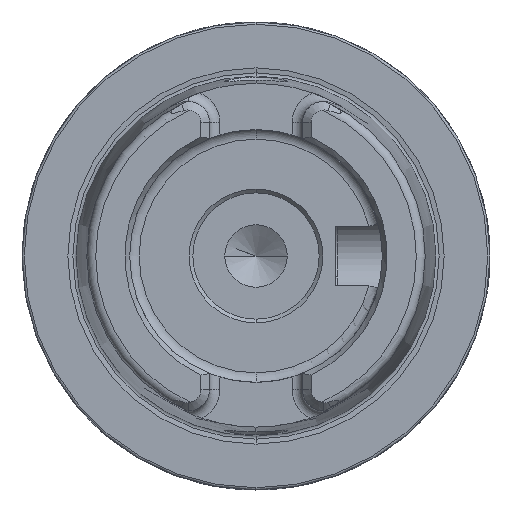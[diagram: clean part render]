
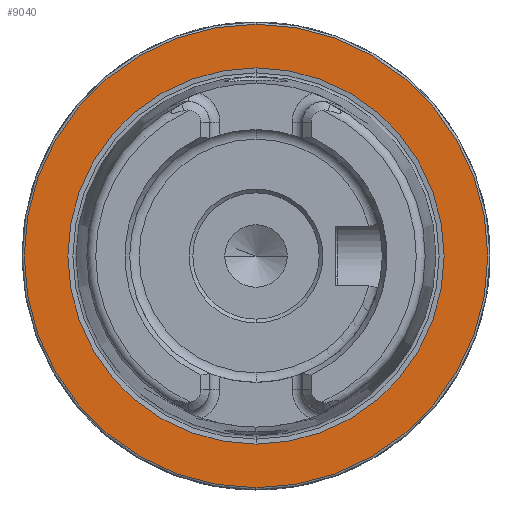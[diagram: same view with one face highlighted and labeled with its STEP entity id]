
A CAD part, left-side view. The second image highlights one B-rep face of the part: STEP entity #9040.
In plain terms, the highlighted planar face has unit normal (-1, 0, 0).
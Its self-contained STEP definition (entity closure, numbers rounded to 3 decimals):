
#73 = AXIS2_PLACEMENT_3D ( 'NONE', #130, #3944, #10398 ) ;
#130 = CARTESIAN_POINT ( 'NONE',  ( 0., 0., 0. ) ) ;
#432 = PLANE ( 'NONE',  #6489 ) ;
#1040 = EDGE_CURVE ( 'NONE', #7010, #10012, #6931, .T. ) ;
#1376 = DIRECTION ( 'NONE',  ( 1., 0., 0. ) ) ;
#1822 = CIRCLE ( 'NONE', #73, 25.324 ) ;
#2153 = VERTEX_POINT ( 'NONE', #2913 ) ;
#2633 = CARTESIAN_POINT ( 'NONE',  ( 0., 0., 25.324 ) ) ;
#2703 = CARTESIAN_POINT ( 'NONE',  ( 0., 0., 31.2 ) ) ;
#2796 = DIRECTION ( 'NONE',  ( -1., 0., 0. ) ) ;
#2913 = CARTESIAN_POINT ( 'NONE',  ( 0., 0., -31.2 ) ) ;
#3244 = ORIENTED_EDGE ( 'NONE', *, *, #5552, .F. ) ;
#3393 = DIRECTION ( 'NONE',  ( 0., 0., -1. ) ) ;
#3533 = FACE_OUTER_BOUND ( 'NONE', #8499, .T. ) ;
#3609 = EDGE_CURVE ( 'NONE', #2153, #7157, #9569, .T. ) ;
#3944 = DIRECTION ( 'NONE',  ( -1., 0., 0. ) ) ;
#4009 = CIRCLE ( 'NONE', #5009, 31.2 ) ;
#4240 = CARTESIAN_POINT ( 'NONE',  ( 0., 31.2, 0. ) ) ;
#4631 = EDGE_CURVE ( 'NONE', #7157, #2153, #4009, .T. ) ;
#4718 = DIRECTION ( 'NONE',  ( 0., 0., 1. ) ) ;
#5009 = AXIS2_PLACEMENT_3D ( 'NONE', #11069, #10034, #8310 ) ;
#5552 = EDGE_CURVE ( 'NONE', #10012, #7010, #1822, .T. ) ;
#5559 = ORIENTED_EDGE ( 'NONE', *, *, #4631, .T. ) ;
#5693 = AXIS2_PLACEMENT_3D ( 'NONE', #10330, #8410, #4718 ) ;
#5789 = ORIENTED_EDGE ( 'NONE', *, *, #3609, .T. ) ;
#6489 = AXIS2_PLACEMENT_3D ( 'NONE', #4240, #1376, #3393 ) ;
#6547 = ORIENTED_EDGE ( 'NONE', *, *, #1040, .F. ) ;
#6560 = CARTESIAN_POINT ( 'NONE',  ( 0., 0., 0. ) ) ;
#6931 = CIRCLE ( 'NONE', #5693, 25.324 ) ;
#7010 = VERTEX_POINT ( 'NONE', #2633 ) ;
#7157 = VERTEX_POINT ( 'NONE', #2703 ) ;
#7379 = DIRECTION ( 'NONE',  ( 0., 0., 1. ) ) ;
#8011 = AXIS2_PLACEMENT_3D ( 'NONE', #6560, #2796, #7379 ) ;
#8310 = DIRECTION ( 'NONE',  ( 0., 0., 1. ) ) ;
#8376 = CARTESIAN_POINT ( 'NONE',  ( 0., 0., -25.324 ) ) ;
#8410 = DIRECTION ( 'NONE',  ( -1., 0., 0. ) ) ;
#8499 = EDGE_LOOP ( 'NONE', ( #5559, #5789 ) ) ;
#8768 = FACE_BOUND ( 'NONE', #9214, .T. ) ;
#9040 = ADVANCED_FACE ( 'NONE', ( #8768, #3533 ), #432, .F. ) ;
#9214 = EDGE_LOOP ( 'NONE', ( #6547, #3244 ) ) ;
#9569 = CIRCLE ( 'NONE', #8011, 31.2 ) ;
#10012 = VERTEX_POINT ( 'NONE', #8376 ) ;
#10034 = DIRECTION ( 'NONE',  ( -1., 0., 0. ) ) ;
#10330 = CARTESIAN_POINT ( 'NONE',  ( 0., 0., 0. ) ) ;
#10398 = DIRECTION ( 'NONE',  ( 0., 0., 1. ) ) ;
#11069 = CARTESIAN_POINT ( 'NONE',  ( 0., 0., 0. ) ) ;
